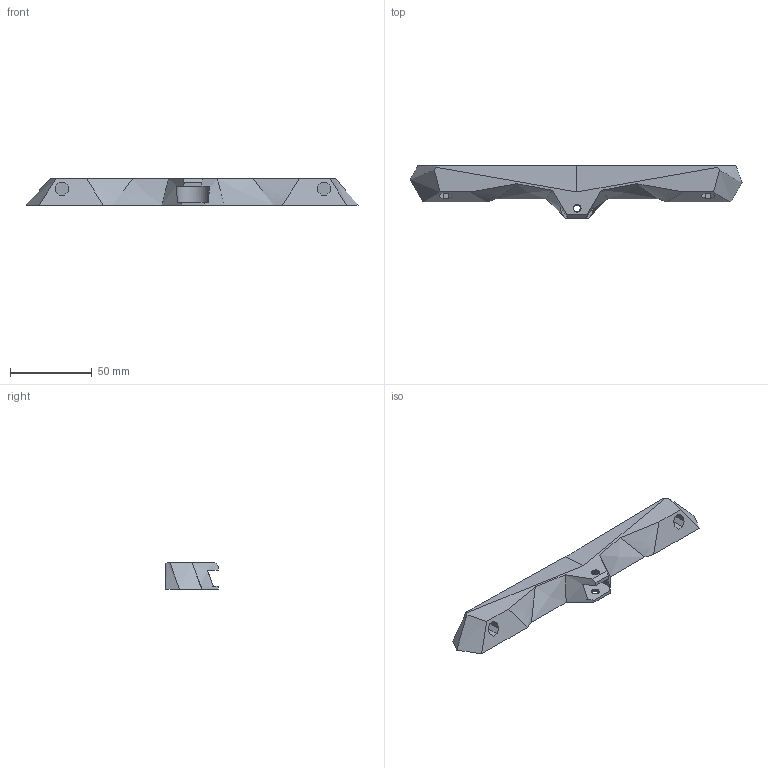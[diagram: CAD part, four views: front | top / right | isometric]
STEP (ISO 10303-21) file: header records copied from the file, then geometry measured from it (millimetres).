
FILE_DESCRIPTION(('FreeCAD Model'),'2;1');
FILE_NAME('Open CASCADE Shape Model','2025-09-06T18:42:16',( 'Benjamin W.'),('Chronic Mechatronic'), 'Open CASCADE STEP processor 7.8','FreeCAD','Unknown');
FILE_SCHEMA(('AUTOMOTIVE_DESIGN { 1 0 10303 214 1 1 1 1 }'));
Length unit declared in the file: millimetre
Products named in the file (1): rear Y-rod mount
Bounding box: 202.6 x 32 x 16 mm (x, y, z)
Volume: 50695.5 mm3; surface area: 16537 mm2
Topology: 1 solids, 1 shells, 93 faces, 221 edges, 136 vertices
Faces by surface type: bspline 46, plane 26, cylinder 17, cone 4
Full cylindrical faces by diameter (mm): 4.224 x7, 6.6 x4
Entity records: 6424 total; most frequent: CARTESIAN_POINT 4622, ORIENTED_EDGE 442, EDGE_CURVE 221, DIRECTION 217, VERTEX_POINT 136, B_SPLINE_CURVE_WITH_KNOTS 122, FACE_BOUND 103, EDGE_LOOP 103
